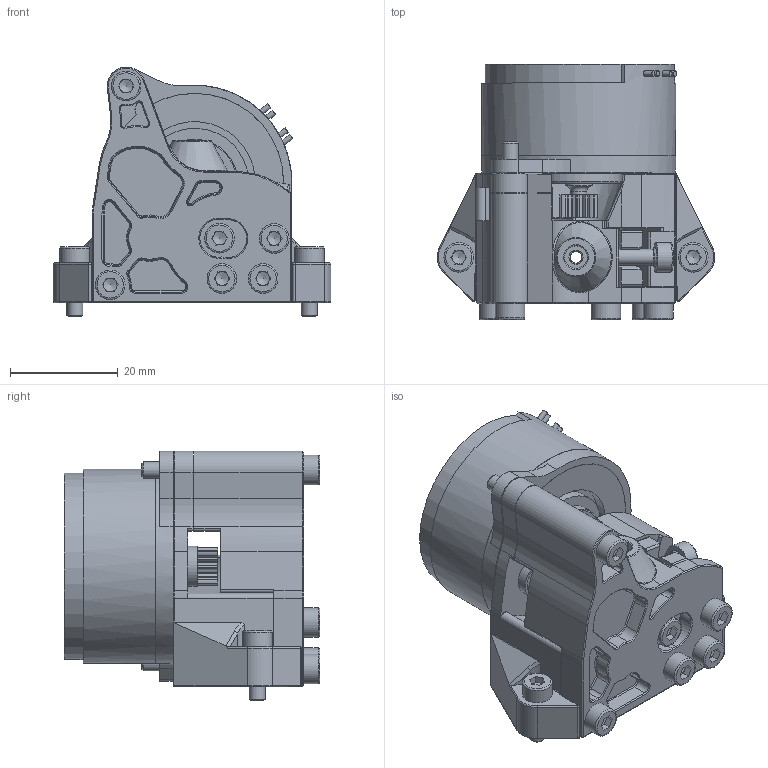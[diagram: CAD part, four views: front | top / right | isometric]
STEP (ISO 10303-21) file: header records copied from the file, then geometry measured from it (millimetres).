
FILE_DESCRIPTION(/* description */ ('STEP AP242','CAx-IF Rec.Pracs.---Representation and Presentation of Product Manufacturing Information (PMI)---4.0---2014-10-13','CAx-IF Rec.Pracs.---3D Tessellated Geometry---0.4---2014-09-14','2;1'),/* implementation_level */ '2;1');
FILE_NAME(/* name */ '688046dff3c7ef29f6bbb4df',/* time_stamp */ '2025-07-23T02:20:16Z',/* author */ (''),/* organization */ (''),/* preprocessor_version */ 'ST-DEVELOPER v20',/* originating_system */ 'ONSHAPE BY PTC INC, 1.201',/* authorisation */ ' ');
FILE_SCHEMA (('AP242_MANAGED_MODEL_BASED_3D_ENGINEERING_MIM_LF { 1 0 10303 442 1 1 4 }'));
Length unit declared in the file: millimetre
Products named in the file (9): Lime Extruder - ASM; GEAR_7MM_12_TEETH_0_5_3MM_BORE; Hex socket head cap screw M3x0.50 x 20; Hex socket head cap screw M3x0.50 x 10; Idler Arm; Hex socket head cap screw M3x0.50 x 30; Front Frame; K1_EXTRUDER_MOTOR_-_MOONS_CSE14; Back Frame
Assembly tree (14 placements, depth 2):
  Lime Extruder - ASM
    GEAR_7MM_12_TEETH_0_5_3MM_BORE
    Hex socket head cap screw M3x0.50 x 20
    Hex socket head cap screw M3x0.50 x 10  x6
    Idler Arm
    Hex socket head cap screw M3x0.50 x 30  x2
    Front Frame
    K1_EXTRUDER_MOTOR_-_MOONS_CSE14
    Back Frame
Bounding box: 51.5 x 47.4 x 46.31 mm (x, y, z)
Volume: 39648.2 mm3; surface area: 21102 mm2
Topology: 14 solids, 14 shells, 941 faces, 2287 edges, 1404 vertices
Faces by surface type: plane 353, cylinder 295, cone 204, torus 46, bspline 41, sphere 2
Full cylindrical faces by diameter (mm): 1 x4, 2.2 x2, 2.459 x2, 2.8 x4, 3 x11, 3.1 x2, 3.4 x10, 4.2 x4, 5 x2, 5.5 x9, 6 x1, 8 x2, 12.8 x2, 16 x1, 20 x2, 22.5 x2, 36 x2
Entity records: 24223 total; most frequent: CARTESIAN_POINT 4820, DIRECTION 4066, ORIENTED_EDGE 3696, EDGE_CURVE 1848, AXIS2_PLACEMENT_3D 1585, VERTEX_POINT 1186, FACE_BOUND 978, EDGE_LOOP 975
